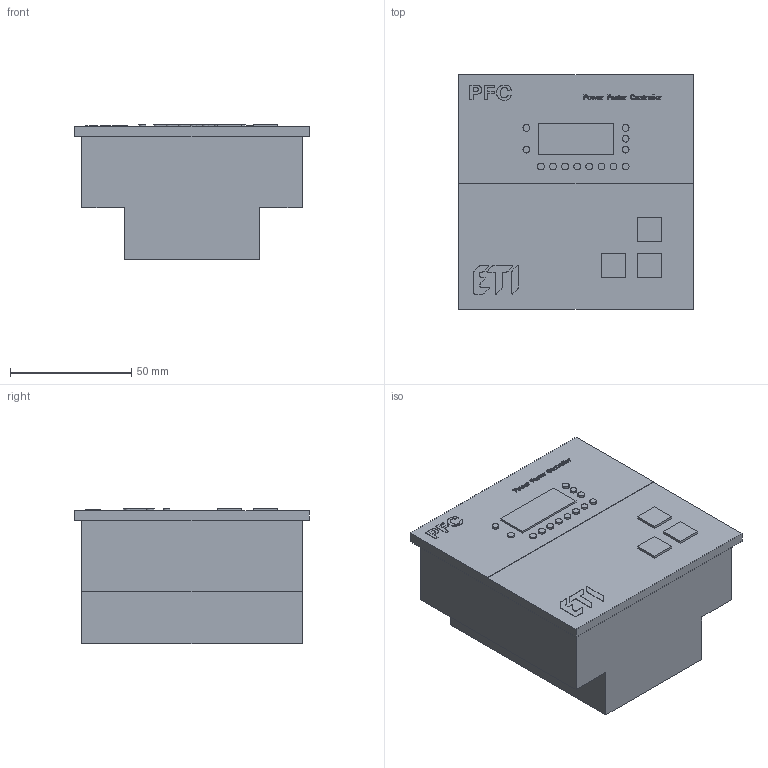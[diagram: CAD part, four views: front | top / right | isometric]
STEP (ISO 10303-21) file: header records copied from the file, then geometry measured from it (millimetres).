
FILE_DESCRIPTION((''),'2;1');
FILE_NAME('PCF_8_RS','2017-05-25T',('aljaz.cop'),('Audax d.o.o.'),'CREO PARAMETRIC BY PTC INC, 2015380','CREO PARAMETRIC BY PTC INC, 2015380','');
FILE_SCHEMA(('CONFIG_CONTROL_DESIGN'));
Length unit declared in the file: millimetre
Products named in the file (1): PCF_8_RS
Bounding box: 97 x 97 x 56 mm (x, y, z)
Volume: 385008.1 mm3; surface area: 42557.2 mm2
Topology: 1 solids, 1 shells, 663 faces, 1758 edges, 1172 vertices
Faces by surface type: plane 362, extrusion 259, cylinder 42
Entity records: 23115 total; most frequent: CARTESIAN_POINT 6180, ORIENTED_EDGE 3516, DIRECTION 2391, EDGE_CURVE 1758, VECTOR 1415, VERTEX_POINT 1172, LINE 1156, B_SPLINE_CURVE_WITH_KNOTS 777
